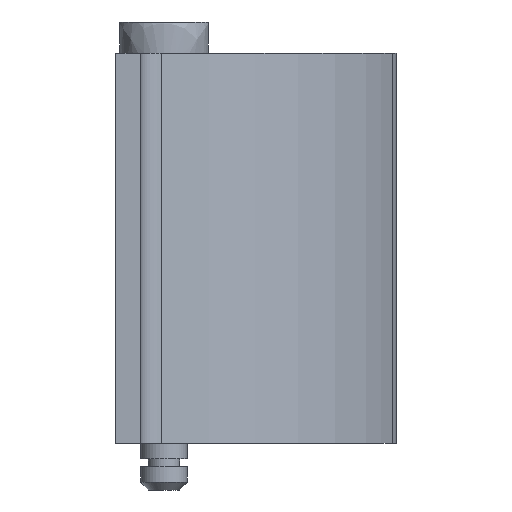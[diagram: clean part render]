
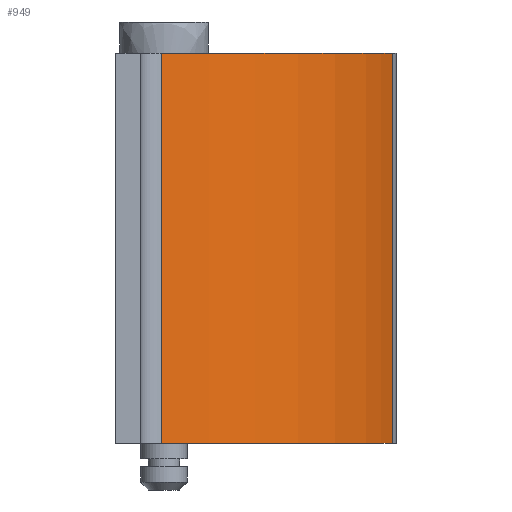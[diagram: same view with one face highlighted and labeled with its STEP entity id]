
A CAD part, left-side view. The second image highlights one B-rep face of the part: STEP entity #949.
In plain terms, the highlighted free-form (B-spline) face has degree [1, 2] with [2, 3] control points.
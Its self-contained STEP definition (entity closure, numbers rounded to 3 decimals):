
#581=CARTESIAN_POINT('',(-17.819,0.17,28.));
#582=VERTEX_POINT('',#581);
#596=CARTESIAN_POINT('',(-5.91,-14.663,28.));
#597=VERTEX_POINT('',#596);
#598=CARTESIAN_POINT('',(-17.819,0.17,28.));
#599=CARTESIAN_POINT('',(-15.98,-10.551,28.));
#600=CARTESIAN_POINT('',(-5.91,-14.663,28.));
#608=(BOUNDED_CURVE()B_SPLINE_CURVE(2,(#598,#599,#600),.UNSPECIFIED.,.F.,.U.)CURVE()GEOMETRIC_REPRESENTATION_ITEM()QUASI_UNIFORM_CURVE()RATIONAL_B_SPLINE_CURVE((1.0,0.874,1.0))REPRESENTATION_ITEM(''));
#609=EDGE_CURVE('',#582,#597,#608,.T.);
#878=CARTESIAN_POINT('',(-5.91,-14.663,3.0));
#879=VERTEX_POINT('',#878);
#903=CARTESIAN_POINT('',(-5.91,-14.663,28.));
#904=CARTESIAN_POINT('',(-5.91,-14.663,3.0));
#905=QUASI_UNIFORM_CURVE('',1,(#903,#904),.UNSPECIFIED.,.F.,.U.);
#906=EDGE_CURVE('',#597,#879,#905,.T.);
#911=CARTESIAN_POINT('',(-17.945,1.016,28.625));
#912=CARTESIAN_POINT('',(-17.945,1.016,2.359));
#913=CARTESIAN_POINT('',(-16.423,-10.975,28.625));
#914=CARTESIAN_POINT('',(-16.423,-10.975,2.359));
#915=CARTESIAN_POINT('',(-5.025,-14.999,28.625));
#916=CARTESIAN_POINT('',(-5.025,-14.999,2.359));
#924=(BOUNDED_SURFACE()B_SPLINE_SURFACE(1,2,((#911,#913,#915),(#912,#914,#916)),.UNSPECIFIED.,.F.,.F.,.U.)B_SPLINE_SURFACE_WITH_KNOTS((2,2),(3,3),(0.0,26.266),(0.0,22.231),.UNSPECIFIED.)GEOMETRIC_REPRESENTATION_ITEM()RATIONAL_B_SPLINE_SURFACE(((1.0,0.85,0.997),(1.0,0.85,0.997)))REPRESENTATION_ITEM('')SURFACE());
#925=CARTESIAN_POINT('',(-17.819,0.17,3.0));
#926=VERTEX_POINT('',#925);
#927=CARTESIAN_POINT('',(-17.819,0.17,3.0));
#928=CARTESIAN_POINT('',(-15.98,-10.551,3.));
#929=CARTESIAN_POINT('',(-5.91,-14.663,3.0));
#937=(BOUNDED_CURVE()B_SPLINE_CURVE(2,(#927,#928,#929),.UNSPECIFIED.,.F.,.U.)CURVE()GEOMETRIC_REPRESENTATION_ITEM()QUASI_UNIFORM_CURVE()RATIONAL_B_SPLINE_CURVE((1.0,0.874,1.0))REPRESENTATION_ITEM(''));
#938=EDGE_CURVE('',#926,#879,#937,.T.);
#939=ORIENTED_EDGE('',*,*,#938,.T.);
#940=ORIENTED_EDGE('',*,*,#906,.F.);
#941=ORIENTED_EDGE('',*,*,#609,.F.);
#942=CARTESIAN_POINT('',(-17.819,0.17,28.));
#943=CARTESIAN_POINT('',(-17.819,0.17,3.0));
#944=QUASI_UNIFORM_CURVE('',1,(#942,#943),.UNSPECIFIED.,.F.,.U.);
#945=EDGE_CURVE('',#582,#926,#944,.T.);
#946=ORIENTED_EDGE('',*,*,#945,.T.);
#947=EDGE_LOOP('',(#939,#940,#941,#946));
#948=FACE_OUTER_BOUND('',#947,.T.);
#949=ADVANCED_FACE('',(#948),#924,.T.);
